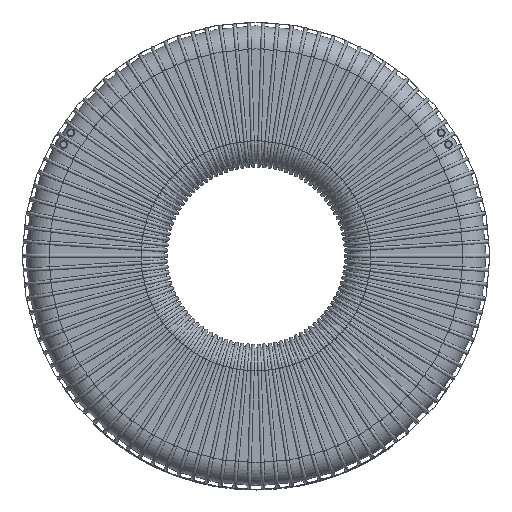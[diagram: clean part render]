
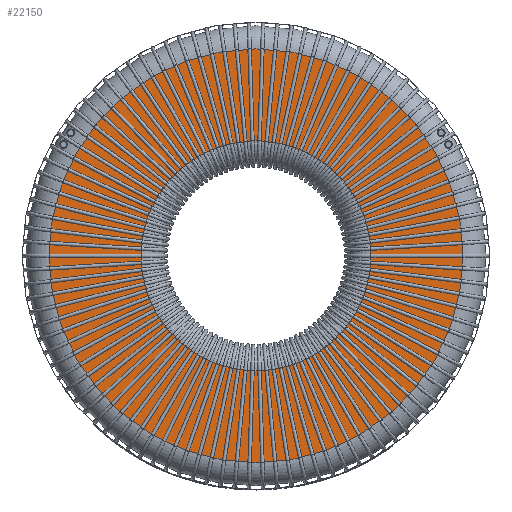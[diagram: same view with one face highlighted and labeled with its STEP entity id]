
A CAD part, top view. The second image highlights one B-rep face of the part: STEP entity #22150.
In plain terms, the highlighted planar face has unit normal (0, 0, 1).
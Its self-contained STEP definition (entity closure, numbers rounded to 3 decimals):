
#807=FACE_BOUND('',#4803,.T.);
#823=PLANE('',#23571);
#3530=FACE_OUTER_BOUND('',#4802,.T.);
#4802=EDGE_LOOP('',(#14438));
#4803=EDGE_LOOP('',(#14439));
#6091=CIRCLE('',#23569,27.);
#6093=CIRCLE('',#23572,15.);
#8331=VERTEX_POINT('',#34499);
#8332=VERTEX_POINT('',#34503);
#10771=EDGE_CURVE('',#8331,#8331,#6091,.T.);
#10773=EDGE_CURVE('',#8332,#8332,#6093,.T.);
#14438=ORIENTED_EDGE('',*,*,#10771,.F.);
#14439=ORIENTED_EDGE('',*,*,#10773,.F.);
#22150=ADVANCED_FACE('',(#3530,#807),#823,.T.);
#23569=AXIS2_PLACEMENT_3D('',#34500,#26903,#26904);
#23571=AXIS2_PLACEMENT_3D('',#34502,#26907,#26908);
#23572=AXIS2_PLACEMENT_3D('',#34504,#26909,#26910);
#26903=DIRECTION('center_axis',(0.,0.,-1.));
#26904=DIRECTION('ref_axis',(1.,0.,0.));
#26907=DIRECTION('center_axis',(0.,0.,1.));
#26908=DIRECTION('ref_axis',(1.,0.,0.));
#26909=DIRECTION('center_axis',(0.,0.,1.));
#26910=DIRECTION('ref_axis',(1.,0.,0.));
#34499=CARTESIAN_POINT('',(0.,27.,17.));
#34500=CARTESIAN_POINT('Origin',(0.,0.,17.));
#34502=CARTESIAN_POINT('Origin',(0.,0.,17.));
#34503=CARTESIAN_POINT('',(0.,-15.,17.));
#34504=CARTESIAN_POINT('Origin',(0.,0.,17.));
